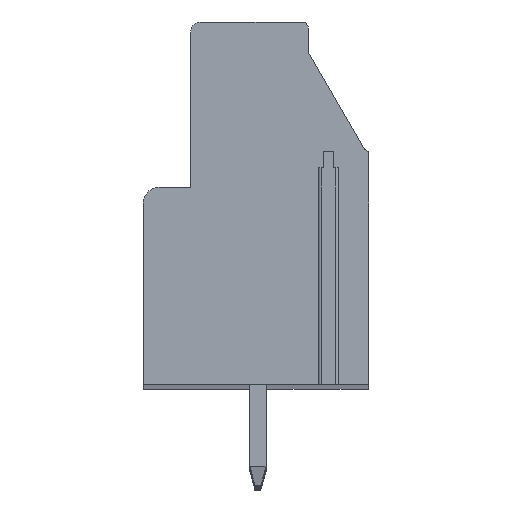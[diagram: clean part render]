
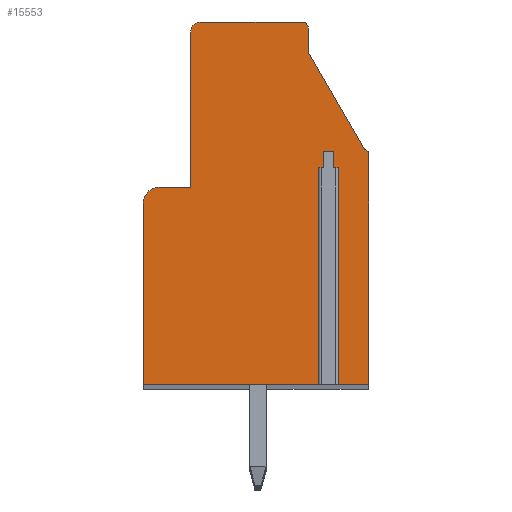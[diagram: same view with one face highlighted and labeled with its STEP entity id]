
A CAD part, top view. The second image highlights one B-rep face of the part: STEP entity #15553.
In plain terms, the highlighted planar face has unit normal (0, 0, 1).
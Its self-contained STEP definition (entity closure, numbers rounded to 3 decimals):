
#4847=DIRECTION('',(-1.,0.,0.));
#4848=VECTOR('',#4847,0.5);
#4849=CARTESIAN_POINT('',(3.85,2.55,3.75));
#4850=LINE('',#4849,#4848);
#4851=DIRECTION('',(0.,1.,0.));
#4852=VECTOR('',#4851,0.8);
#4853=CARTESIAN_POINT('',(3.35,1.75,3.75));
#4854=LINE('',#4853,#4852);
#4855=DIRECTION('',(0.,1.,0.));
#4856=VECTOR('',#4855,10.75);
#4857=CARTESIAN_POINT('',(3.35,-9.,3.75));
#4858=LINE('',#4857,#4856);
#4859=DIRECTION('',(1.,0.,0.));
#4860=VECTOR('',#4859,8.95);
#4861=CARTESIAN_POINT('',(-5.6,-9.,3.75));
#4862=LINE('',#4861,#4860);
#4863=DIRECTION('',(0.,-1.,0.));
#4864=VECTOR('',#4863,9.);
#4865=CARTESIAN_POINT('',(-5.6,0.,3.75));
#4866=LINE('',#4865,#4864);
#4867=CARTESIAN_POINT('',(-4.8,0.,3.75));
#4868=DIRECTION('',(0.,0.,1.));
#4869=DIRECTION('',(0.,1.,0.));
#4870=AXIS2_PLACEMENT_3D('',#4867,#4868,#4869);
#4872=DIRECTION('',(-1.,0.,0.));
#4873=VECTOR('',#4872,1.55);
#4874=CARTESIAN_POINT('',(-3.25,0.8,3.75));
#4875=LINE('',#4874,#4873);
#4876=DIRECTION('',(0.,-1.,0.));
#4877=VECTOR('',#4876,7.7);
#4878=CARTESIAN_POINT('',(-3.25,8.5,3.75));
#4879=LINE('',#4878,#4877);
#4880=CARTESIAN_POINT('',(-2.75,8.5,3.75));
#4881=DIRECTION('',(0.,0.,1.));
#4882=DIRECTION('',(0.,1.,0.));
#4883=AXIS2_PLACEMENT_3D('',#4880,#4881,#4882);
#4885=DIRECTION('',(-1.,0.,0.));
#4886=VECTOR('',#4885,5.05);
#4887=CARTESIAN_POINT('',(2.3,9.,3.75));
#4888=LINE('',#4887,#4886);
#4889=CARTESIAN_POINT('',(2.3,8.7,3.75));
#4890=DIRECTION('',(0.,0.,1.));
#4891=DIRECTION('',(1.,0.,0.));
#4892=AXIS2_PLACEMENT_3D('',#4889,#4890,#4891);
#4894=DIRECTION('',(0.,1.,0.));
#4895=VECTOR('',#4894,1.2);
#4896=CARTESIAN_POINT('',(2.6,7.5,3.75));
#4897=LINE('',#4896,#4895);
#4898=DIRECTION('',(-0.5,0.866,0.));
#4899=VECTOR('',#4898,5.6);
#4900=CARTESIAN_POINT('',(5.4,2.65,3.75));
#4901=LINE('',#4900,#4899);
#4902=CARTESIAN_POINT('',(5.4,2.45,3.75));
#4903=DIRECTION('',(0.,0.,1.));
#4904=DIRECTION('',(1.,0.,0.));
#4905=AXIS2_PLACEMENT_3D('',#4902,#4903,#4904);
#4907=DIRECTION('',(0.,1.,0.));
#4908=VECTOR('',#4907,11.45);
#4909=CARTESIAN_POINT('',(5.6,-9.,3.75));
#4910=LINE('',#4909,#4908);
#4911=DIRECTION('',(1.,0.,0.));
#4912=VECTOR('',#4911,1.75);
#4913=CARTESIAN_POINT('',(3.85,-9.,3.75));
#4914=LINE('',#4913,#4912);
#4915=DIRECTION('',(0.,1.,0.));
#4916=VECTOR('',#4915,10.75);
#4917=CARTESIAN_POINT('',(3.85,-9.,3.75));
#4918=LINE('',#4917,#4916);
#4919=DIRECTION('',(0.,1.,0.));
#4920=VECTOR('',#4919,0.8);
#4921=CARTESIAN_POINT('',(3.85,1.75,3.75));
#4922=LINE('',#4921,#4920);
#7357=CARTESIAN_POINT('',(5.6,-9.,3.75));
#7358=CARTESIAN_POINT('',(5.6,2.45,3.75));
#7359=VERTEX_POINT('',#7357);
#7360=VERTEX_POINT('',#7358);
#7361=CARTESIAN_POINT('',(5.4,2.65,3.75));
#7362=VERTEX_POINT('',#7361);
#7363=CARTESIAN_POINT('',(2.6,7.5,3.75));
#7364=VERTEX_POINT('',#7363);
#7366=CARTESIAN_POINT('',(-5.6,-9.,3.75));
#7368=VERTEX_POINT('',#7366);
#7385=CARTESIAN_POINT('',(3.35,-9.,3.75));
#7386=VERTEX_POINT('',#7385);
#7387=CARTESIAN_POINT('',(3.85,-9.,3.75));
#7388=VERTEX_POINT('',#7387);
#7558=CARTESIAN_POINT('',(-3.25,0.8,3.75));
#7560=VERTEX_POINT('',#7558);
#7565=CARTESIAN_POINT('',(-4.8,0.8,3.75));
#7566=VERTEX_POINT('',#7565);
#7567=CARTESIAN_POINT('',(-5.6,0.,3.75));
#7568=VERTEX_POINT('',#7567);
#7573=CARTESIAN_POINT('',(-2.75,9.,3.75));
#7574=VERTEX_POINT('',#7573);
#7575=CARTESIAN_POINT('',(-3.25,8.5,3.75));
#7576=VERTEX_POINT('',#7575);
#7581=CARTESIAN_POINT('',(2.6,8.7,3.75));
#7582=VERTEX_POINT('',#7581);
#7583=CARTESIAN_POINT('',(2.3,9.,3.75));
#7584=VERTEX_POINT('',#7583);
#7589=CARTESIAN_POINT('',(3.85,2.55,3.75));
#7590=CARTESIAN_POINT('',(3.35,2.55,3.75));
#7591=VERTEX_POINT('',#7589);
#7592=VERTEX_POINT('',#7590);
#7593=CARTESIAN_POINT('',(3.35,1.75,3.75));
#7594=VERTEX_POINT('',#7593);
#7595=CARTESIAN_POINT('',(3.85,1.75,3.75));
#7596=VERTEX_POINT('',#7595);
#15523=CARTESIAN_POINT('',(0.,0.,3.75));
#15524=DIRECTION('',(0.,0.,1.));
#15525=DIRECTION('',(1.,0.,0.));
#15526=AXIS2_PLACEMENT_3D('',#15523,#15524,#15525);
#15527=PLANE('',#15526);
#15529=ORIENTED_EDGE('',*,*,#15528,.T.);
#15531=ORIENTED_EDGE('',*,*,#15530,.F.);
#15533=ORIENTED_EDGE('',*,*,#15532,.F.);
#15534=ORIENTED_EDGE('',*,*,#15210,.F.);
#15535=ORIENTED_EDGE('',*,*,#15516,.F.);
#15536=ORIENTED_EDGE('',*,*,#9329,.F.);
#15537=ORIENTED_EDGE('',*,*,#9345,.F.);
#15538=ORIENTED_EDGE('',*,*,#9357,.F.);
#15539=ORIENTED_EDGE('',*,*,#9372,.F.);
#15540=ORIENTED_EDGE('',*,*,#9387,.F.);
#15541=ORIENTED_EDGE('',*,*,#14948,.F.);
#15542=ORIENTED_EDGE('',*,*,#14963,.F.);
#15543=ORIENTED_EDGE('',*,*,#14976,.F.);
#15544=ORIENTED_EDGE('',*,*,#14990,.F.);
#15545=ORIENTED_EDGE('',*,*,#15004,.F.);
#15546=ORIENTED_EDGE('',*,*,#15222,.F.);
#15548=ORIENTED_EDGE('',*,*,#15547,.T.);
#15550=ORIENTED_EDGE('',*,*,#15549,.T.);
#15551=EDGE_LOOP('',(#15529,#15531,#15533,#15534,#15535,#15536,#15537,#15538,
#15539,#15540,#15541,#15542,#15543,#15544,#15545,#15546,#15548,#15550));
#15552=FACE_OUTER_BOUND('',#15551,.F.);
#4871=CIRCLE('',#4870,0.8);
#4884=CIRCLE('',#4883,0.5);
#4893=CIRCLE('',#4892,0.3);
#4906=CIRCLE('',#4905,0.2);
#9329=EDGE_CURVE('',#7566,#7568,#4871,.T.);
#9345=EDGE_CURVE('',#7560,#7566,#4875,.T.);
#9357=EDGE_CURVE('',#7576,#7560,#4879,.T.);
#9372=EDGE_CURVE('',#7574,#7576,#4884,.T.);
#9387=EDGE_CURVE('',#7584,#7574,#4888,.T.);
#14948=EDGE_CURVE('',#7582,#7584,#4893,.T.);
#14963=EDGE_CURVE('',#7364,#7582,#4897,.T.);
#14976=EDGE_CURVE('',#7362,#7364,#4901,.T.);
#14990=EDGE_CURVE('',#7360,#7362,#4906,.T.);
#15004=EDGE_CURVE('',#7359,#7360,#4910,.T.);
#15210=EDGE_CURVE('',#7368,#7386,#4862,.T.);
#15222=EDGE_CURVE('',#7388,#7359,#4914,.T.);
#15516=EDGE_CURVE('',#7568,#7368,#4866,.T.);
#15528=EDGE_CURVE('',#7591,#7592,#4850,.T.);
#15530=EDGE_CURVE('',#7594,#7592,#4854,.T.);
#15532=EDGE_CURVE('',#7386,#7594,#4858,.T.);
#15547=EDGE_CURVE('',#7388,#7596,#4918,.T.);
#15549=EDGE_CURVE('',#7596,#7591,#4922,.T.);
#15553=ADVANCED_FACE('',(#15552),#15527,.T.);
